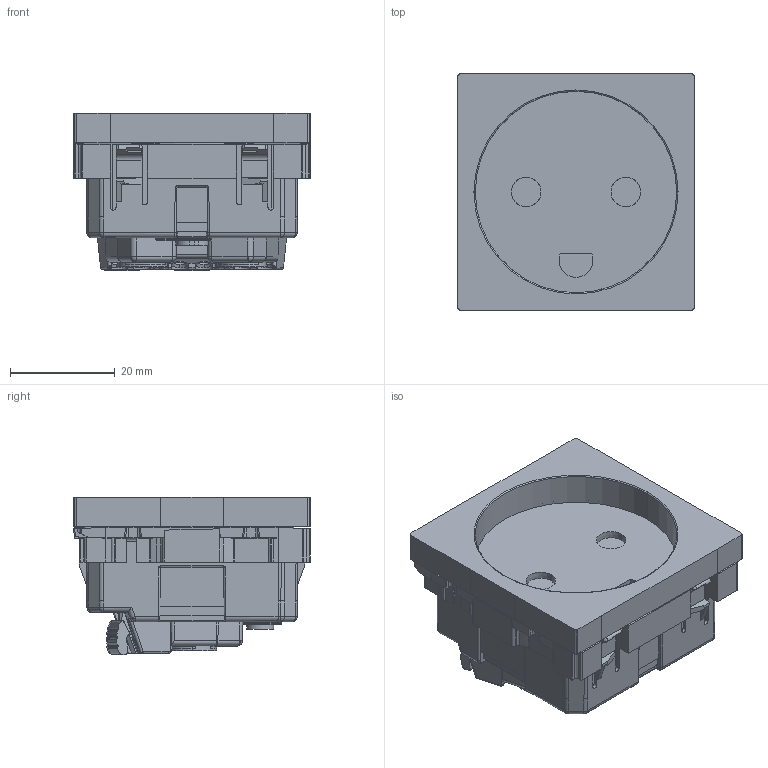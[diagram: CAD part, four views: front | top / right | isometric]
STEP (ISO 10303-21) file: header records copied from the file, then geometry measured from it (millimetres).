
FILE_DESCRIPTION(('CATIA V5 STEP Exchange','CAx-IF Rec.Pracs.--- Model Styling and Organization---1.5--- 2016-08-15','CAx-IF Rec.Pracs.---Supplemental Geometry---1.0---2011-11-01','CAx-IF Rec.Pracs.--- Composite Materials ---1.1---2010-07-15'),'2;1');
FILE_NAME ('1100189-1_1', '2025-09-04T09:27:14+00:00', ('none'), ('Weidmueller'), 'CATIA Version 5-6 Release 2024 SP4', 'CATIA V5 STEP AP214 v3', 'none');
FILE_SCHEMA(('AUTOMOTIVE_DESIGN { 1 0 10303 214 1 1 1 1 }'));
Products named in the file (1): 2661340000
Bounding box: 45.05 x 45.05 x 30 mm (x, y, z)
Volume: 29848.1 mm3; surface area: 15690.5 mm2
Topology: 1 solids, 3 shells, 1422 faces, 4068 edges, 2594 vertices
Faces by surface type: plane 680, cylinder 334, bspline 229, extrusion 74, cone 59, sphere 36, torus 10
Entity records: 57064 total; most frequent: CARTESIAN_POINT 24733, ORIENTED_EDGE 8048, DIRECTION 4444, EDGE_CURVE 4024, VERTEX_POINT 2594, VECTOR 2425, LINE 2351, EDGE_LOOP 1434
